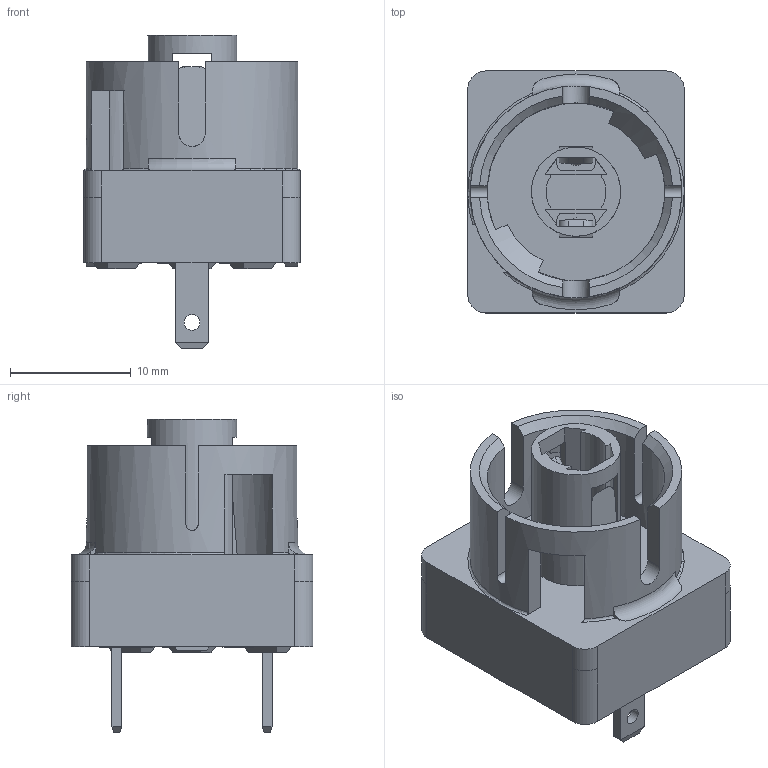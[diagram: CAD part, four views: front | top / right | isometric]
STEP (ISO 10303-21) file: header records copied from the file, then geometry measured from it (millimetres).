
FILE_DESCRIPTION(/* description */ (''),/* implementation_level */ '2;1');
FILE_NAME(/* name */ 'CLF.stp',/* time_stamp */ '2016-04-14T14:42:53+02:00',/* author */ ('mharscher'),/* organization */ (''),/* preprocessor_version */ 'ST-DEVELOPER v15.2',/* originating_system */ 'Autodesk Inventor 2014',/* authorisation */ '');
FILE_SCHEMA (('CONFIG_CONTROL_DESIGN'));
Length unit declared in the file: centimetre
Products named in the file (1): CLF
Bounding box: 17.9 x 20 x 25.95 mm (x, y, z)
Volume: 3432.4 mm3; surface area: 2744.3 mm2
Topology: 1 solids, 1 shells, 324 faces, 898 edges, 596 vertices
Faces by surface type: plane 242, cylinder 43, bspline 27, torus 6, cone 4, sphere 2
Full cylindrical faces by diameter (mm): 1.3 x2, 3.6 x1, 7.37 x1, 17.5 x1
Entity records: 10727 total; most frequent: CARTESIAN_POINT 2608, ORIENTED_EDGE 1780, DIRECTION 1494, EDGE_CURVE 890, LINE 684, VECTOR 684, VERTEX_POINT 593, AXIS2_PLACEMENT_3D 405
